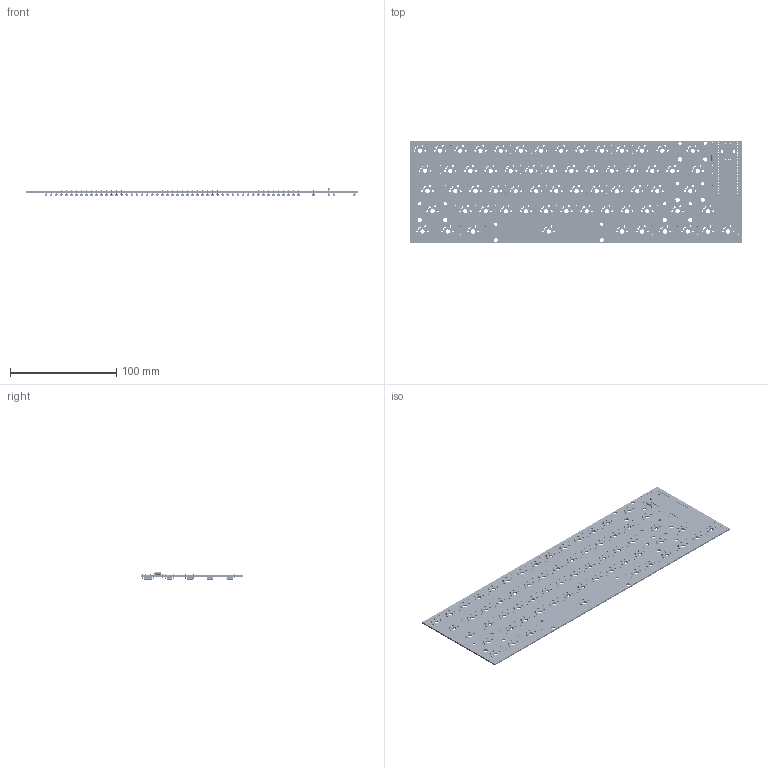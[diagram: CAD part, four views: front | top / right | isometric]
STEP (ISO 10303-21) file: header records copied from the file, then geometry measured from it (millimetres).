
FILE_DESCRIPTION(('KiCad electronic assembly'),'2;1');
FILE_NAME('keyboard.step','2025-07-06T11:07:00',('Pcbnew'),('Kicad'), 'Open CASCADE STEP processor 7.8','KiCad to STEP converter','Unknown' );
FILE_SCHEMA(('AUTOMOTIVE_DESIGN { 1 0 10303 214 1 1 1 1 }'));
Length unit declared in the file: millimetre
Products named in the file (3): keyboard 1; D_A-405_P7.62mm_Horizontal; keyboard_PCB
Assembly tree (66 placements, depth 2):
  keyboard 1
    D_A-405_P7.62mm_Horizontal  x65
    keyboard_PCB
Bounding box: 313 x 96.75 x 8.1 mm (x, y, z)
Volume: 45131.7 mm3; surface area: 67962.8 mm2
Topology: 66 solids, 66 shells, 1696 faces, 3652 edges, 2348 vertices
Faces by surface type: cylinder 1166, plane 400, torus 130
Full cylindrical faces by diameter (mm): 0.6 x260, 0.9 x130, 1 x45, 1.47 x128, 1.75 x128, 2.7 x130, 2.72 x65, 3.048 x10, 3.988 x74
Entity records: 28508 total; most frequent: DIRECTION 5224, CARTESIAN_POINT 4435, ORIENTED_EDGE 4360, AXIS2_PLACEMENT_3D 2241, EDGE_CURVE 2180, FACE_BOUND 1902, EDGE_LOOP 1902, VERTEX_POINT 1452
